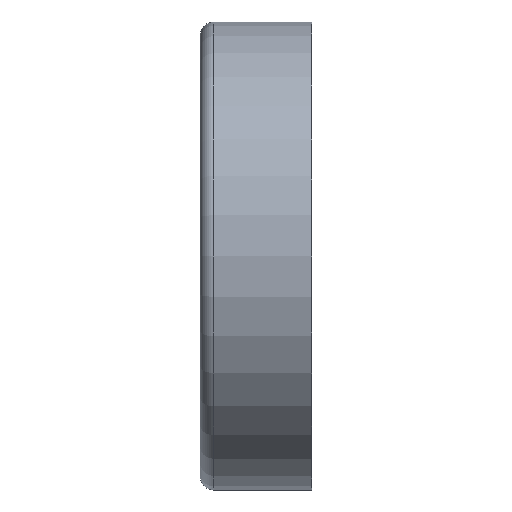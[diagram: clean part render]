
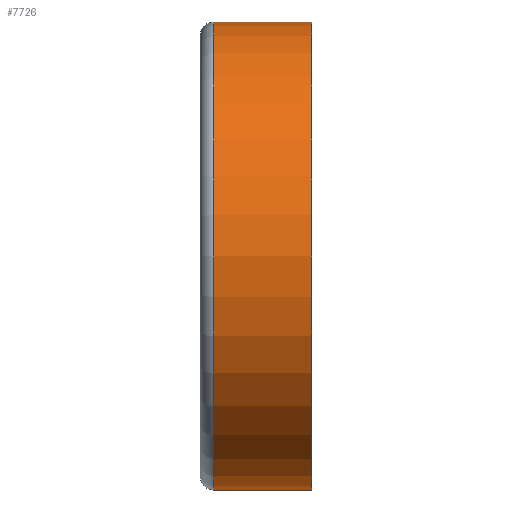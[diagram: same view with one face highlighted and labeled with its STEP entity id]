
A CAD part, left-side view. The second image highlights one B-rep face of the part: STEP entity #7726.
In plain terms, the highlighted cylindrical face has radius 52.5 mm (diameter 105 mm), a partial arc.
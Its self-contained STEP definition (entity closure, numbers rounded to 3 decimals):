
#537 = ORIENTED_EDGE ( 'NONE', *, *, #5159, .T. ) ;
#640 = ORIENTED_EDGE ( 'NONE', *, *, #10284, .F. ) ;
#1355 = CYLINDRICAL_SURFACE ( 'NONE', #6461, 52.5 ) ;
#1597 = EDGE_LOOP ( 'NONE', ( #13497, #12296, #537, #640 ) ) ;
#3449 = CARTESIAN_POINT ( 'NONE',  ( 0., 0., 0. ) ) ;
#3501 = DIRECTION ( 'NONE',  ( 0., -1., 0. ) ) ;
#3821 = DIRECTION ( 'NONE',  ( 0., 0., -1. ) ) ;
#3922 = LINE ( 'NONE', #4645, #4905 ) ;
#4309 = AXIS2_PLACEMENT_3D ( 'NONE', #5232, #13996, #3821 ) ;
#4645 = CARTESIAN_POINT ( 'NONE',  ( 0., 0., -52.5 ) ) ;
#4841 = VERTEX_POINT ( 'NONE', #12808 ) ;
#4905 = VECTOR ( 'NONE', #6057, 1000. ) ;
#5159 = EDGE_CURVE ( 'NONE', #9065, #11300, #3922, .T. ) ;
#5232 = CARTESIAN_POINT ( 'NONE',  ( 0., 0., 0. ) ) ;
#5435 = CARTESIAN_POINT ( 'NONE',  ( 0., 0., -52.5 ) ) ;
#5551 = CARTESIAN_POINT ( 'NONE',  ( 0., 22., 0. ) ) ;
#5784 = DIRECTION ( 'NONE',  ( 0., -1., 0. ) ) ;
#6057 = DIRECTION ( 'NONE',  ( 0., -1., 0. ) ) ;
#6326 = DIRECTION ( 'NONE',  ( 0., -1., 0. ) ) ;
#6461 = AXIS2_PLACEMENT_3D ( 'NONE', #3449, #3501, #13572 ) ;
#6798 = DIRECTION ( 'NONE',  ( 0., 0., -1. ) ) ;
#7025 = VECTOR ( 'NONE', #6326, 1000. ) ;
#7726 = ADVANCED_FACE ( 'NONE', ( #14289 ), #1355, .T. ) ;
#8583 = LINE ( 'NONE', #14957, #7025 ) ;
#8818 = CARTESIAN_POINT ( 'NONE',  ( 0., 22., -52.5 ) ) ;
#9065 = VERTEX_POINT ( 'NONE', #8818 ) ;
#10182 = AXIS2_PLACEMENT_3D ( 'NONE', #5551, #5784, #6798 ) ;
#10284 = EDGE_CURVE ( 'NONE', #10697, #11300, #13831, .T. ) ;
#10486 = CIRCLE ( 'NONE', #10182, 52.5 ) ;
#10697 = VERTEX_POINT ( 'NONE', #13810 ) ;
#11300 = VERTEX_POINT ( 'NONE', #5435 ) ;
#11487 = EDGE_CURVE ( 'NONE', #4841, #9065, #10486, .T. ) ;
#12296 = ORIENTED_EDGE ( 'NONE', *, *, #11487, .T. ) ;
#12389 = EDGE_CURVE ( 'NONE', #4841, #10697, #8583, .T. ) ;
#12808 = CARTESIAN_POINT ( 'NONE',  ( 0., 22., 52.5 ) ) ;
#13497 = ORIENTED_EDGE ( 'NONE', *, *, #12389, .F. ) ;
#13572 = DIRECTION ( 'NONE',  ( 0., 0., -1. ) ) ;
#13810 = CARTESIAN_POINT ( 'NONE',  ( 0., 0., 52.5 ) ) ;
#13831 = CIRCLE ( 'NONE', #4309, 52.5 ) ;
#13996 = DIRECTION ( 'NONE',  ( 0., -1., 0. ) ) ;
#14289 = FACE_OUTER_BOUND ( 'NONE', #1597, .T. ) ;
#14957 = CARTESIAN_POINT ( 'NONE',  ( 0., 0., 52.5 ) ) ;
